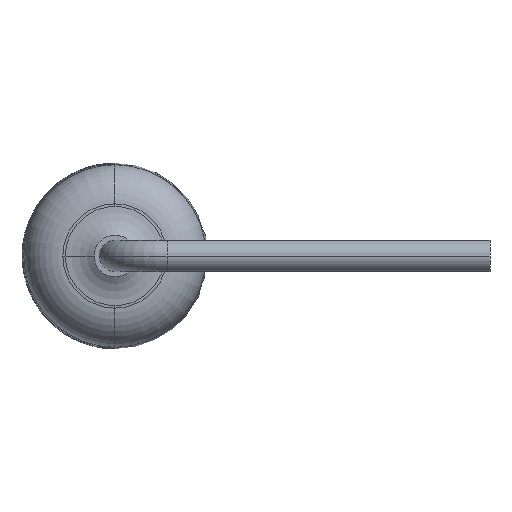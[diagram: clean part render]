
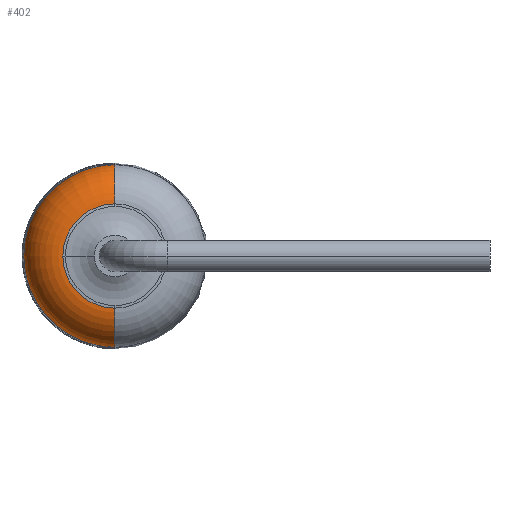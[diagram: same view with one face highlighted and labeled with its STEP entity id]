
A CAD part, left-side view. The second image highlights one B-rep face of the part: STEP entity #402.
In plain terms, the highlighted toroidal (fillet/blend) face has major radius 0.952 mm and minor radius 0.8 mm.
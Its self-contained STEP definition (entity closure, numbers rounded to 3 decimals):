
#96 = ORIENTED_EDGE ( 'NONE', *, *, #1756, .F. ) ;
#149 = DIRECTION ( 'NONE',  ( 0., 0., 1. ) ) ;
#337 = CIRCLE ( 'NONE', #2010, 0.952 ) ;
#402 = ADVANCED_FACE ( 'NONE', ( #898 ), #2543, .T. ) ;
#563 = CIRCLE ( 'NONE', #1653, 0.8 ) ;
#584 = CIRCLE ( 'NONE', #935, 1.75 ) ;
#669 = ORIENTED_EDGE ( 'NONE', *, *, #766, .T. ) ;
#690 = DIRECTION ( 'NONE',  ( -1., 0., 0. ) ) ;
#731 = CARTESIAN_POINT ( 'NONE',  ( -3.75, 0., 0. ) ) ;
#766 = EDGE_CURVE ( 'NONE', #2306, #2276, #584, .T. ) ;
#867 = ORIENTED_EDGE ( 'NONE', *, *, #2510, .F. ) ;
#871 = ORIENTED_EDGE ( 'NONE', *, *, #1452, .T. ) ;
#880 = CARTESIAN_POINT ( 'NONE',  ( -3.75, 1.75, 0. ) ) ;
#898 = FACE_OUTER_BOUND ( 'NONE', #1500, .T. ) ;
#914 = DIRECTION ( 'NONE',  ( 0., 0., 1. ) ) ;
#935 = AXIS2_PLACEMENT_3D ( 'NONE', #731, #1534, #2320 ) ;
#1078 = DIRECTION ( 'NONE',  ( -1., 0., 0. ) ) ;
#1106 = CARTESIAN_POINT ( 'NONE',  ( -3.7, 0., -0.952 ) ) ;
#1268 = CARTESIAN_POINT ( 'NONE',  ( -4.5, 0., -0.952 ) ) ;
#1300 = DIRECTION ( 'NONE',  ( 0., 1., 0. ) ) ;
#1422 = CARTESIAN_POINT ( 'NONE',  ( -3.7, 0., 0.952 ) ) ;
#1441 = VERTEX_POINT ( 'NONE', #2272 ) ;
#1452 = EDGE_CURVE ( 'NONE', #1441, #2264, #563, .T. ) ;
#1499 = DIRECTION ( 'NONE',  ( 0., 0., 1. ) ) ;
#1500 = EDGE_LOOP ( 'NONE', ( #2104, #871, #96, #867, #669 ) ) ;
#1534 = DIRECTION ( 'NONE',  ( -1., 0., 0. ) ) ;
#1542 = DIRECTION ( 'NONE',  ( -1., 0., 0. ) ) ;
#1653 = AXIS2_PLACEMENT_3D ( 'NONE', #1106, #1300, #1499 ) ;
#1732 = CIRCLE ( 'NONE', #2352, 0.8 ) ;
#1756 = EDGE_CURVE ( 'NONE', #2351, #2264, #337, .T. ) ;
#1764 = AXIS2_PLACEMENT_3D ( 'NONE', #2323, #690, #149 ) ;
#1793 = CIRCLE ( 'NONE', #1833, 1.75 ) ;
#1833 = AXIS2_PLACEMENT_3D ( 'NONE', #1903, #1078, #914 ) ;
#1853 = DIRECTION ( 'NONE',  ( 0., -1., 0. ) ) ;
#1903 = CARTESIAN_POINT ( 'NONE',  ( -3.75, 0., 0. ) ) ;
#1952 = EDGE_CURVE ( 'NONE', #2276, #1441, #1793, .T. ) ;
#1975 = CARTESIAN_POINT ( 'NONE',  ( -4.5, 0., 0.952 ) ) ;
#2010 = AXIS2_PLACEMENT_3D ( 'NONE', #2342, #1542, #2138 ) ;
#2104 = ORIENTED_EDGE ( 'NONE', *, *, #1952, .T. ) ;
#2132 = CARTESIAN_POINT ( 'NONE',  ( -3.75, 0., 1.75 ) ) ;
#2138 = DIRECTION ( 'NONE',  ( 0., 0., -1. ) ) ;
#2264 = VERTEX_POINT ( 'NONE', #1268 ) ;
#2272 = CARTESIAN_POINT ( 'NONE',  ( -3.75, 0., -1.75 ) ) ;
#2276 = VERTEX_POINT ( 'NONE', #880 ) ;
#2306 = VERTEX_POINT ( 'NONE', #2132 ) ;
#2320 = DIRECTION ( 'NONE',  ( 0., 0., 1. ) ) ;
#2323 = CARTESIAN_POINT ( 'NONE',  ( -3.7, 0., 0. ) ) ;
#2342 = CARTESIAN_POINT ( 'NONE',  ( -4.5, 0., 0. ) ) ;
#2351 = VERTEX_POINT ( 'NONE', #1975 ) ;
#2352 = AXIS2_PLACEMENT_3D ( 'NONE', #1422, #1853, #2433 ) ;
#2433 = DIRECTION ( 'NONE',  ( 0., 0., -1. ) ) ;
#2510 = EDGE_CURVE ( 'NONE', #2306, #2351, #1732, .T. ) ;
#2543 = TOROIDAL_SURFACE ( 'NONE', #1764, 0.952, 0.8 ) ;
